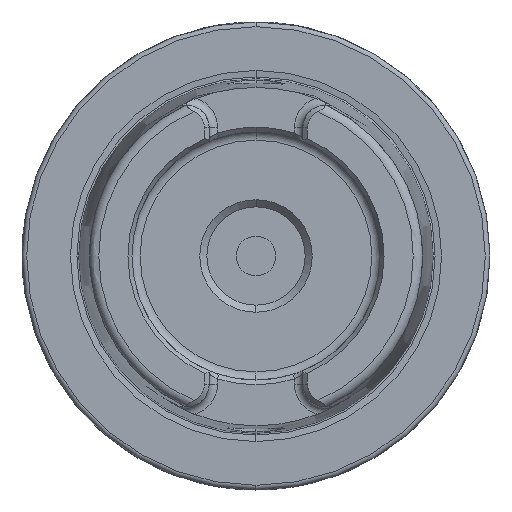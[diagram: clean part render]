
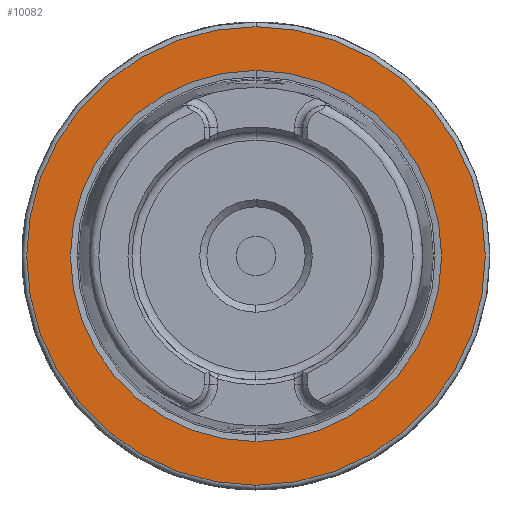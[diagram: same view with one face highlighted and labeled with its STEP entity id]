
A CAD part, left-side view. The second image highlights one B-rep face of the part: STEP entity #10082.
In plain terms, the highlighted planar face has unit normal (-1, 0, 0).
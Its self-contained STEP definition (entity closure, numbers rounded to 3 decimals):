
#467 = DIRECTION ( 'NONE',  ( 0., 0., -1. ) ) ;
#510 = PLANE ( 'NONE',  #2197 ) ;
#617 = CARTESIAN_POINT ( 'NONE',  ( 0., -39.647, 0. ) ) ;
#705 = DIRECTION ( 'NONE',  ( -1., 0., 0. ) ) ;
#1534 = FACE_OUTER_BOUND ( 'NONE', #2116, .T. ) ;
#1541 = FACE_BOUND ( 'NONE', #2939, .T. ) ;
#2116 = EDGE_LOOP ( 'NONE', ( #3595, #3663 ) ) ;
#2197 = AXIS2_PLACEMENT_3D ( 'NONE', #617, #705, #467 ) ;
#2933 = AXIS2_PLACEMENT_3D ( 'NONE', #6678, #6668, #6666 ) ;
#2939 = EDGE_LOOP ( 'NONE', ( #3358, #3483 ) ) ;
#2948 = AXIS2_PLACEMENT_3D ( 'NONE', #6839, #6828, #6806 ) ;
#3071 = CARTESIAN_POINT ( 'NONE',  ( 0., 0., 49. ) ) ;
#3358 = ORIENTED_EDGE ( 'NONE', *, *, #8017, .T. ) ;
#3483 = ORIENTED_EDGE ( 'NONE', *, *, #9556, .T. ) ;
#3595 = ORIENTED_EDGE ( 'NONE', *, *, #7969, .F. ) ;
#3663 = ORIENTED_EDGE ( 'NONE', *, *, #9566, .F. ) ;
#4110 = AXIS2_PLACEMENT_3D ( 'NONE', #6926, #6890, #6823 ) ;
#4159 = AXIS2_PLACEMENT_3D ( 'NONE', #9374, #9331, #9190 ) ;
#4821 = CIRCLE ( 'NONE', #2933, 49. ) ;
#4950 = CIRCLE ( 'NONE', #2948, 39.647 ) ;
#5049 = VERTEX_POINT ( 'NONE', #3071 ) ;
#5193 = CARTESIAN_POINT ( 'NONE',  ( 0., 0., -49. ) ) ;
#5414 = VERTEX_POINT ( 'NONE', #7849 ) ;
#6005 = CARTESIAN_POINT ( 'NONE',  ( 0., 0., -39.647 ) ) ;
#6161 = VERTEX_POINT ( 'NONE', #6005 ) ;
#6666 = DIRECTION ( 'NONE',  ( 0., 0., 1. ) ) ;
#6668 = DIRECTION ( 'NONE',  ( 1., 0., 0. ) ) ;
#6678 = CARTESIAN_POINT ( 'NONE',  ( 0., 0., 0. ) ) ;
#6806 = DIRECTION ( 'NONE',  ( 0., 0., 1. ) ) ;
#6823 = DIRECTION ( 'NONE',  ( 0., 0., 1. ) ) ;
#6828 = DIRECTION ( 'NONE',  ( 1., 0., 0. ) ) ;
#6839 = CARTESIAN_POINT ( 'NONE',  ( 0., 0., 0. ) ) ;
#6890 = DIRECTION ( 'NONE',  ( 1., 0., 0. ) ) ;
#6926 = CARTESIAN_POINT ( 'NONE',  ( 0., 0., 0. ) ) ;
#7849 = CARTESIAN_POINT ( 'NONE',  ( 0., 0., 39.647 ) ) ;
#7969 = EDGE_CURVE ( 'NONE', #5049, #9684, #9735, .T. ) ;
#8017 = EDGE_CURVE ( 'NONE', #6161, #5414, #9704, .T. ) ;
#9190 = DIRECTION ( 'NONE',  ( 0., 0., 1. ) ) ;
#9331 = DIRECTION ( 'NONE',  ( 1., 0., 0. ) ) ;
#9374 = CARTESIAN_POINT ( 'NONE',  ( 0., 0., 0. ) ) ;
#9556 = EDGE_CURVE ( 'NONE', #5414, #6161, #4950, .T. ) ;
#9566 = EDGE_CURVE ( 'NONE', #9684, #5049, #4821, .T. ) ;
#9684 = VERTEX_POINT ( 'NONE', #5193 ) ;
#9704 = CIRCLE ( 'NONE', #4110, 39.647 ) ;
#9735 = CIRCLE ( 'NONE', #4159, 49. ) ;
#10082 = ADVANCED_FACE ( 'NONE', ( #1541, #1534 ), #510, .T. ) ;
